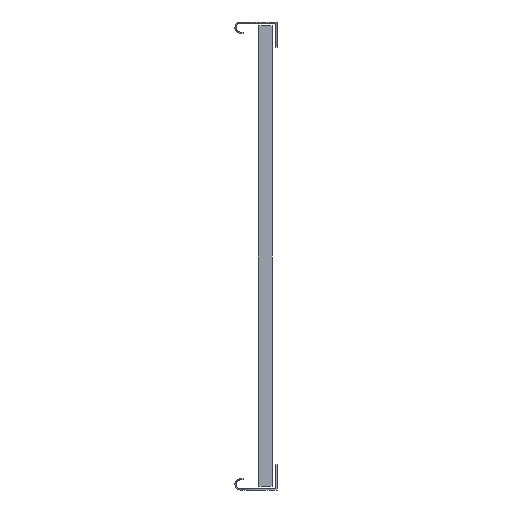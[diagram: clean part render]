
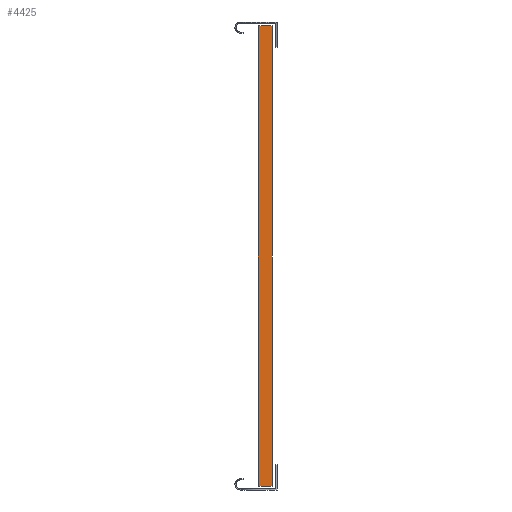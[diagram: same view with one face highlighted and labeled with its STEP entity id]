
A CAD part, left-side view. The second image highlights one B-rep face of the part: STEP entity #4425.
In plain terms, the highlighted planar face has unit normal (-1, 0, 0).
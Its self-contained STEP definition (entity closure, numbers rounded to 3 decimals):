
#12 = DIRECTION ( 'NONE',  ( 0., 0., -1. ) ) ;
#50 = VERTEX_POINT ( 'NONE', #1899 ) ;
#58 = VERTEX_POINT ( 'NONE', #4705 ) ;
#292 = LINE ( 'NONE', #691, #4360 ) ;
#296 = CARTESIAN_POINT ( 'NONE',  ( -15., 3., -246. ) ) ;
#312 = DIRECTION ( 'NONE',  ( 1., 0., 0. ) ) ;
#316 = CARTESIAN_POINT ( 'NONE',  ( -15., 15., -246. ) ) ;
#439 = CARTESIAN_POINT ( 'NONE',  ( -15., 3., -246. ) ) ;
#600 = CARTESIAN_POINT ( 'NONE',  ( -15., 3., -246. ) ) ;
#634 = ORIENTED_EDGE ( 'NONE', *, *, #4672, .T. ) ;
#691 = CARTESIAN_POINT ( 'NONE',  ( -15., 3., 246. ) ) ;
#779 = EDGE_CURVE ( 'NONE', #50, #4748, #2399, .T. ) ;
#798 = EDGE_CURVE ( 'NONE', #50, #2858, #2265, .T. ) ;
#866 = AXIS2_PLACEMENT_3D ( 'NONE', #296, #312, #12 ) ;
#1001 = ORIENTED_EDGE ( 'NONE', *, *, #779, .T. ) ;
#1050 = VERTEX_POINT ( 'NONE', #2753 ) ;
#1054 = EDGE_CURVE ( 'NONE', #2858, #4799, #4742, .T. ) ;
#1271 = DIRECTION ( 'NONE',  ( 0., 1., 0. ) ) ;
#1314 = ORIENTED_EDGE ( 'NONE', *, *, #3131, .T. ) ;
#1350 = CARTESIAN_POINT ( 'NONE',  ( -15., 0., -246. ) ) ;
#1626 = VECTOR ( 'NONE', #3489, 1000. ) ;
#1648 = CARTESIAN_POINT ( 'NONE',  ( -15., 3., 246. ) ) ;
#1739 = CARTESIAN_POINT ( 'NONE',  ( -15., 15., 246. ) ) ;
#1744 = DIRECTION ( 'NONE',  ( 0., 0., 1. ) ) ;
#1899 = CARTESIAN_POINT ( 'NONE',  ( -15., 3., -246. ) ) ;
#1934 = LINE ( 'NONE', #316, #2987 ) ;
#2085 = VECTOR ( 'NONE', #4991, 1000. ) ;
#2265 = LINE ( 'NONE', #600, #1626 ) ;
#2321 = CARTESIAN_POINT ( 'NONE',  ( -15., 15., 246. ) ) ;
#2399 = LINE ( 'NONE', #4798, #2085 ) ;
#2407 = VECTOR ( 'NONE', #1271, 1000. ) ;
#2465 = DIRECTION ( 'NONE',  ( 0., -1., 0. ) ) ;
#2506 = LINE ( 'NONE', #2321, #4407 ) ;
#2641 = ORIENTED_EDGE ( 'NONE', *, *, #1054, .F. ) ;
#2646 = ORIENTED_EDGE ( 'NONE', *, *, #798, .F. ) ;
#2717 = VECTOR ( 'NONE', #3369, 1000. ) ;
#2740 = CARTESIAN_POINT ( 'NONE',  ( -15., 15., -246. ) ) ;
#2753 = CARTESIAN_POINT ( 'NONE',  ( -15., 0., 246. ) ) ;
#2858 = VERTEX_POINT ( 'NONE', #4034 ) ;
#2947 = ORIENTED_EDGE ( 'NONE', *, *, #3784, .F. ) ;
#2987 = VECTOR ( 'NONE', #1744, 1000. ) ;
#3131 = EDGE_CURVE ( 'NONE', #4748, #1050, #4599, .T. ) ;
#3190 = CARTESIAN_POINT ( 'NONE',  ( -15., 3., 246. ) ) ;
#3279 = ORIENTED_EDGE ( 'NONE', *, *, #3979, .F. ) ;
#3345 = VERTEX_POINT ( 'NONE', #1648 ) ;
#3369 = DIRECTION ( 'NONE',  ( 0., 0., 1. ) ) ;
#3372 = DIRECTION ( 'NONE',  ( 0., 1., 0. ) ) ;
#3409 = CARTESIAN_POINT ( 'NONE',  ( -15., 0., -246. ) ) ;
#3489 = DIRECTION ( 'NONE',  ( 0., 1., 0. ) ) ;
#3782 = PLANE ( 'NONE',  #866 ) ;
#3784 = EDGE_CURVE ( 'NONE', #3345, #1050, #4939, .T. ) ;
#3957 = VECTOR ( 'NONE', #2465, 1000. ) ;
#3979 = EDGE_CURVE ( 'NONE', #4799, #4625, #1934, .T. ) ;
#4034 = CARTESIAN_POINT ( 'NONE',  ( -15., 12., -246. ) ) ;
#4360 = VECTOR ( 'NONE', #4929, 1000. ) ;
#4364 = FACE_OUTER_BOUND ( 'NONE', #4669, .T. ) ;
#4407 = VECTOR ( 'NONE', #3372, 1000. ) ;
#4425 = ADVANCED_FACE ( 'NONE', ( #4364 ), #3782, .F. ) ;
#4599 = LINE ( 'NONE', #3409, #2717 ) ;
#4625 = VERTEX_POINT ( 'NONE', #1739 ) ;
#4654 = ORIENTED_EDGE ( 'NONE', *, *, #4945, .T. ) ;
#4669 = EDGE_LOOP ( 'NONE', ( #4654, #634, #3279, #2641, #2646, #1001, #1314, #2947 ) ) ;
#4672 = EDGE_CURVE ( 'NONE', #58, #4625, #2506, .T. ) ;
#4705 = CARTESIAN_POINT ( 'NONE',  ( -15., 12., 246. ) ) ;
#4742 = LINE ( 'NONE', #439, #2407 ) ;
#4748 = VERTEX_POINT ( 'NONE', #1350 ) ;
#4798 = CARTESIAN_POINT ( 'NONE',  ( -15., 0., -246. ) ) ;
#4799 = VERTEX_POINT ( 'NONE', #2740 ) ;
#4929 = DIRECTION ( 'NONE',  ( 0., 1., 0. ) ) ;
#4939 = LINE ( 'NONE', #3190, #3957 ) ;
#4945 = EDGE_CURVE ( 'NONE', #3345, #58, #292, .T. ) ;
#4991 = DIRECTION ( 'NONE',  ( 0., -1., 0. ) ) ;
